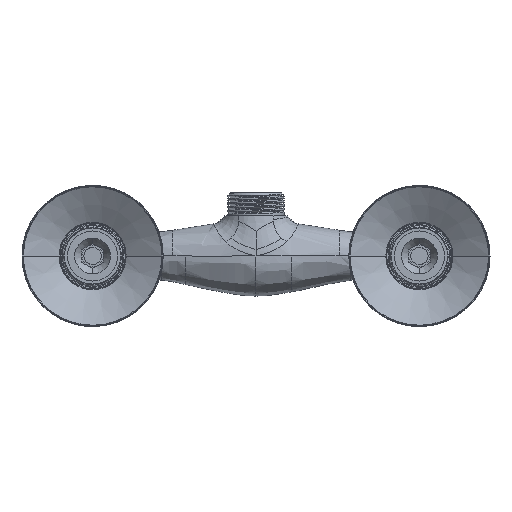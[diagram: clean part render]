
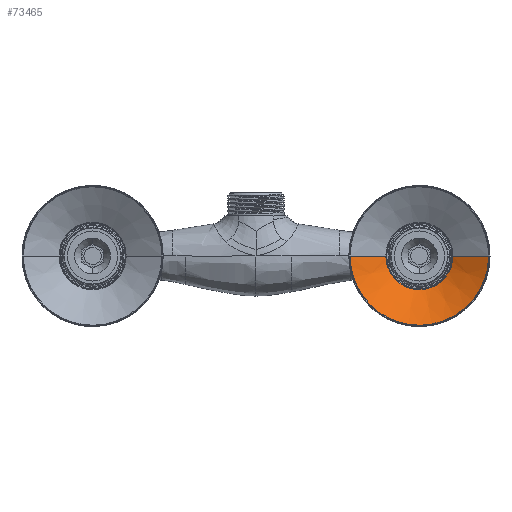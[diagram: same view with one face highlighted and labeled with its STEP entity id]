
A CAD part, front view. The second image highlights one B-rep face of the part: STEP entity #73465.
In plain terms, the highlighted conical face has half-angle 58.767 degrees and reference radius 806.779 mm.
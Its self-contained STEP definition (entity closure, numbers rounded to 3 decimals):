
#617 = CIRCLE ( 'NONE', #47255, 389.47 ) ;
#7716 = CARTESIAN_POINT ( 'NONE',  ( 1098.221, -1149.719, 0. ) ) ;
#11586 = DIRECTION ( 'NONE',  ( 0.006, 0., -1. ) ) ;
#12625 = CIRCLE ( 'NONE', #28287, 806.779 ) ;
#15139 = EDGE_CURVE ( 'NONE', #79800, #84186, #110290, .T. ) ;
#16139 = EDGE_CURVE ( 'NONE', #17528, #79800, #617, .T. ) ;
#16828 = VERTEX_POINT ( 'NONE', #107348 ) ;
#17528 = VERTEX_POINT ( 'NONE', #62562 ) ;
#20321 = CARTESIAN_POINT ( 'NONE',  ( 2711.779, -1149.719, 0. ) ) ;
#28287 = AXIS2_PLACEMENT_3D ( 'NONE', #69136, #131727, #56939 ) ;
#30214 = ORIENTED_EDGE ( 'NONE', *, *, #106616, .T. ) ;
#31049 = AXIS2_PLACEMENT_3D ( 'NONE', #122949, #75761, #11586 ) ;
#31851 = ORIENTED_EDGE ( 'NONE', *, *, #15139, .F. ) ;
#32185 = CARTESIAN_POINT ( 'NONE',  ( 2294.47, -896.657, 0. ) ) ;
#32359 = ORIENTED_EDGE ( 'NONE', *, *, #68920, .T. ) ;
#33162 = DIRECTION ( 'NONE',  ( 0., -1., 0. ) ) ;
#34758 = DIRECTION ( 'NONE',  ( 1., 0., 0. ) ) ;
#40011 = CARTESIAN_POINT ( 'NONE',  ( 1909.676, -1149.719, -806.766 ) ) ;
#45891 = LINE ( 'NONE', #7716, #83832 ) ;
#47255 = AXIS2_PLACEMENT_3D ( 'NONE', #112126, #89334, #50313 ) ;
#48483 = DIRECTION ( 'NONE',  ( 0.855, -0.519, 0. ) ) ;
#50310 = EDGE_CURVE ( 'NONE', #51081, #17528, #154229, .T. ) ;
#50313 = DIRECTION ( 'NONE',  ( 0., 0., -1. ) ) ;
#51081 = VERTEX_POINT ( 'NONE', #67603 ) ;
#52177 = DIRECTION ( 'NONE',  ( 0., 0., -1. ) ) ;
#53214 = EDGE_LOOP ( 'NONE', ( #86088, #30214, #154770, #32359, #31851, #71389 ) ) ;
#56939 = DIRECTION ( 'NONE',  ( 0.006, 0., -1. ) ) ;
#57538 = FACE_OUTER_BOUND ( 'NONE', #53214, .T. ) ;
#59824 = AXIS2_PLACEMENT_3D ( 'NONE', #72936, #33162, #34758 ) ;
#62562 = CARTESIAN_POINT ( 'NONE',  ( 1908.335, -896.657, -389.455 ) ) ;
#67603 = CARTESIAN_POINT ( 'NONE',  ( 1515.53, -896.657, 0. ) ) ;
#68920 = EDGE_CURVE ( 'NONE', #152220, #84186, #155689, .T. ) ;
#69136 = CARTESIAN_POINT ( 'NONE',  ( 1905., -1149.719, 0. ) ) ;
#71389 = ORIENTED_EDGE ( 'NONE', *, *, #16139, .F. ) ;
#72936 = CARTESIAN_POINT ( 'NONE',  ( 1905., -1149.719, 0. ) ) ;
#73465 = ADVANCED_FACE ( 'NONE', ( #57538 ), #129920, .F. ) ;
#75761 = DIRECTION ( 'NONE',  ( 0., -1., 0. ) ) ;
#78183 = CARTESIAN_POINT ( 'NONE',  ( 1905., -896.657, 0. ) ) ;
#79800 = VERTEX_POINT ( 'NONE', #32185 ) ;
#83832 = VECTOR ( 'NONE', #84096, 1000. ) ;
#84096 = DIRECTION ( 'NONE',  ( -0.855, -0.519, 0. ) ) ;
#84186 = VERTEX_POINT ( 'NONE', #20321 ) ;
#84502 = AXIS2_PLACEMENT_3D ( 'NONE', #78183, #113975, #52177 ) ;
#86088 = ORIENTED_EDGE ( 'NONE', *, *, #50310, .F. ) ;
#89334 = DIRECTION ( 'NONE',  ( 0., -1., 0. ) ) ;
#106616 = EDGE_CURVE ( 'NONE', #51081, #16828, #45891, .T. ) ;
#107348 = CARTESIAN_POINT ( 'NONE',  ( 1098.221, -1149.719, 0. ) ) ;
#109577 = VECTOR ( 'NONE', #48483, 1000. ) ;
#110290 = LINE ( 'NONE', #159885, #109577 ) ;
#112126 = CARTESIAN_POINT ( 'NONE',  ( 1905., -896.657, 0. ) ) ;
#113975 = DIRECTION ( 'NONE',  ( 0., -1., 0. ) ) ;
#122949 = CARTESIAN_POINT ( 'NONE',  ( 1905., -1149.719, 0. ) ) ;
#129920 = CONICAL_SURFACE ( 'NONE', #59824, 806.779, 1.026 ) ;
#131727 = DIRECTION ( 'NONE',  ( 0., -1., 0. ) ) ;
#150052 = EDGE_CURVE ( 'NONE', #16828, #152220, #12625, .T. ) ;
#152220 = VERTEX_POINT ( 'NONE', #40011 ) ;
#154229 = CIRCLE ( 'NONE', #84502, 389.47 ) ;
#154770 = ORIENTED_EDGE ( 'NONE', *, *, #150052, .T. ) ;
#155689 = CIRCLE ( 'NONE', #31049, 806.779 ) ;
#159885 = CARTESIAN_POINT ( 'NONE',  ( 2711.779, -1149.719, 0. ) ) ;
